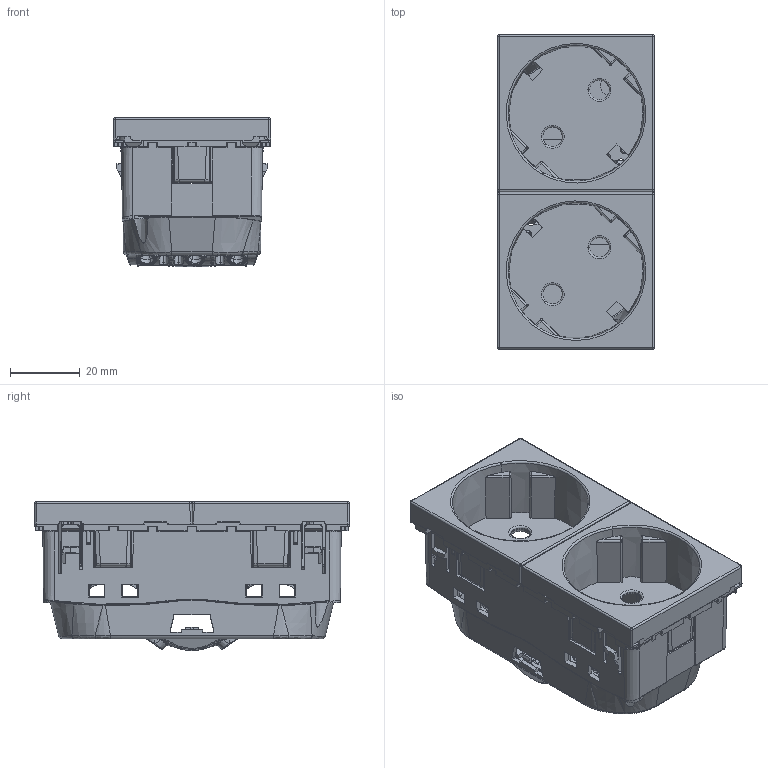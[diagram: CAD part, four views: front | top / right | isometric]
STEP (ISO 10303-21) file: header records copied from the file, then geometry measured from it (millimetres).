
FILE_DESCRIPTION(('CATIA V5 STEP Exchange','CAx-IF Rec.Pracs.--- Model Styling and Organization---1.4--- 2014-01-23'),'2;1');
FILE_NAME('077252.stp','2020-11-04T13:56:31+00:00',('none'),('none'),'CATIA Version 5-6 Release 2017 SP3','CATIA V5 STEP AP214','none');
FILE_SCHEMA(('AUTOMOTIVE_DESIGN { 1 0 10303 214 1 1 1 1 }'));
Products named in the file (1): 077252
Bounding box: 45 x 90.1 x 42.75 mm (x, y, z)
Volume: 26727.5 mm3; surface area: 47442.2 mm2
Topology: 4 solids, 4 shells, 4080 faces, 11531 edges, 7288 vertices
Faces by surface type: plane 1659, bspline 954, cylinder 937, cone 244, torus 182, sphere 94, extrusion 6, revolution 4
Entity records: 179338 total; most frequent: CARTESIAN_POINT 92181, ORIENTED_EDGE 22750, EDGE_CURVE 11375, DIRECTION 10474, VERTEX_POINT 7288, B_SPLINE_CURVE_WITH_KNOTS 5635, VECTOR 4457, LINE 4451
